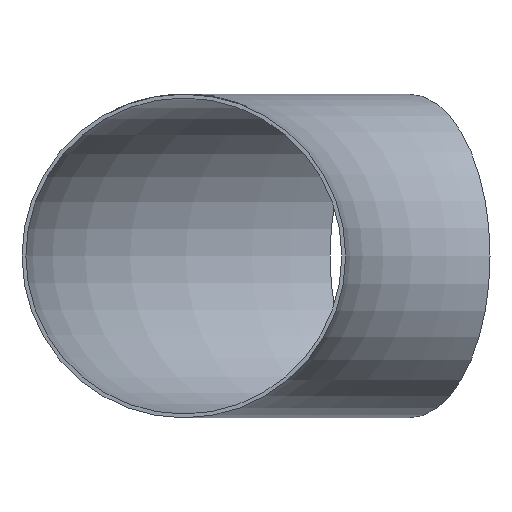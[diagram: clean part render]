
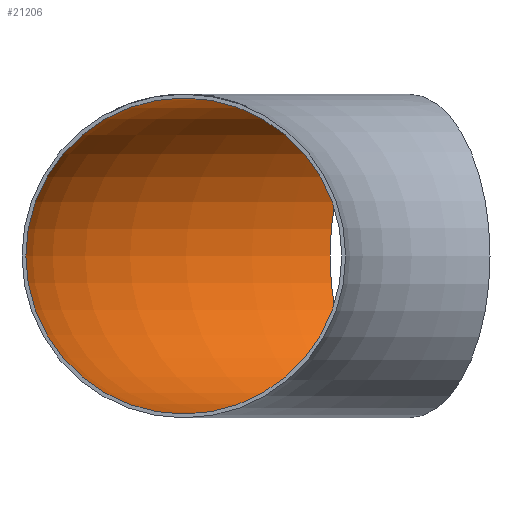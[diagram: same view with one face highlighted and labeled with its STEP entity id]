
A CAD part, front view. The second image highlights one B-rep face of the part: STEP entity #21206.
In plain terms, the highlighted toroidal (fillet/blend) face has major radius 305 mm and minor radius 106.95 mm.
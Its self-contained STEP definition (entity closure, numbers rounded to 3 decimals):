
#1168 = TOROIDAL_SURFACE ( 'NONE', #23044, 305., 106.95 ) ;
#1368 = CARTESIAN_POINT ( 'NONE',  ( 0., 0., 0. ) ) ;
#1525 = FACE_OUTER_BOUND ( 'NONE', #16304, .T. ) ;
#1547 = CARTESIAN_POINT ( 'NONE',  ( -152.5, 264.138, 0. ) ) ;
#2361 = EDGE_CURVE ( 'NONE', #21101, #21101, #23625, .T. ) ;
#6292 = DIRECTION ( 'NONE',  ( 0., 0., -1. ) ) ;
#6888 = VERTEX_POINT ( 'NONE', #18537 ) ;
#9362 = ORIENTED_EDGE ( 'NONE', *, *, #16220, .F. ) ;
#9845 = AXIS2_PLACEMENT_3D ( 'NONE', #1547, #24430, #12305 ) ;
#11222 = FACE_OUTER_BOUND ( 'NONE', #29510, .T. ) ;
#11505 = CARTESIAN_POINT ( 'NONE',  ( -205.975, 356.759, 0. ) ) ;
#12305 = DIRECTION ( 'NONE',  ( -0.5, 0.866, 0. ) ) ;
#14529 = DIRECTION ( 'NONE',  ( 0., 1., 0. ) ) ;
#16220 = EDGE_CURVE ( 'NONE', #6888, #6888, #16496, .T. ) ;
#16304 = EDGE_LOOP ( 'NONE', ( #18674 ) ) ;
#16496 = CIRCLE ( 'NONE', #26188, 106.95 ) ;
#18537 = CARTESIAN_POINT ( 'NONE',  ( -305., 0., 106.95 ) ) ;
#18674 = ORIENTED_EDGE ( 'NONE', *, *, #2361, .T. ) ;
#21101 = VERTEX_POINT ( 'NONE', #11505 ) ;
#21206 = ADVANCED_FACE ( 'NONE', ( #1525, #11222 ), #1168, .F. ) ;
#23044 = AXIS2_PLACEMENT_3D ( 'NONE', #1368, #6292, #23664 ) ;
#23625 = CIRCLE ( 'NONE', #9845, 106.95 ) ;
#23664 = DIRECTION ( 'NONE',  ( -1., 0., 0. ) ) ;
#24422 = CARTESIAN_POINT ( 'NONE',  ( -305., 0., 0. ) ) ;
#24430 = DIRECTION ( 'NONE',  ( 0.866, 0.5, 0. ) ) ;
#26188 = AXIS2_PLACEMENT_3D ( 'NONE', #24422, #14529, #27110 ) ;
#27110 = DIRECTION ( 'NONE',  ( 0., 0., 1. ) ) ;
#29510 = EDGE_LOOP ( 'NONE', ( #9362 ) ) ;
